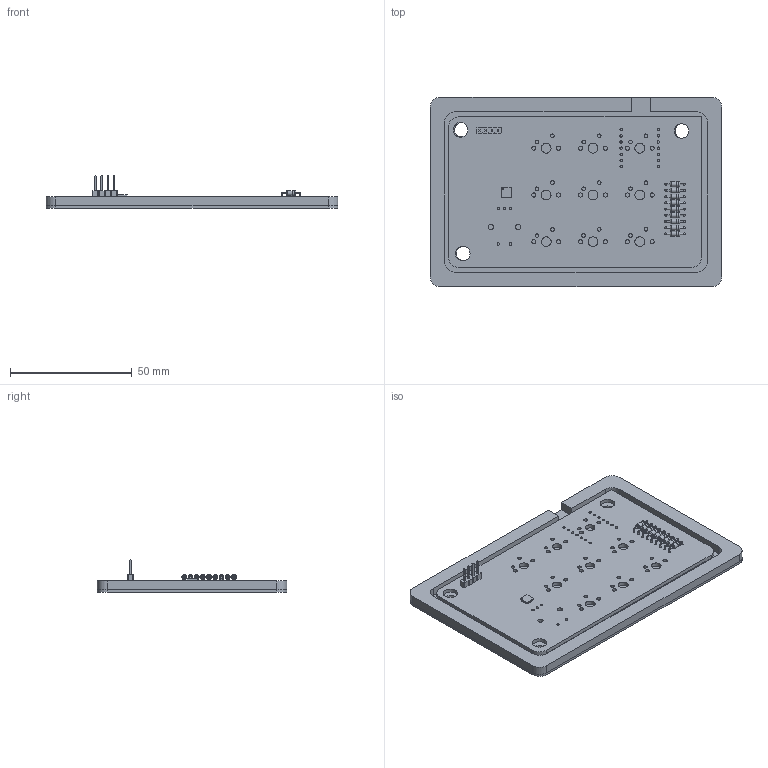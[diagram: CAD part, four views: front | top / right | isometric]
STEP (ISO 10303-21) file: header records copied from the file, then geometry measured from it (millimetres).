
FILE_DESCRIPTION(/* description */ ('STEP AP242','CAx-IF Rec.Pracs.---Representation and Presentation of Product Manufacturing Information (PMI)---4.0---2014-10-13','CAx-IF Rec.Pracs.---3D Tessellated Geometry---0.4---2014-09-14','2;1'),/* implementation_level */ '2;1');
FILE_NAME(/* name */ '672435d4ee690572fd6ab42c',/* time_stamp */ '2024-11-01T01:58:45Z',/* author */ (''),/* organization */ (''),/* preprocessor_version */ 'ST-DEVELOPER v20',/* originating_system */ ' ',/* authorisation */ ' ');
FILE_SCHEMA (('AP242_MANAGED_MODEL_BASED_3D_ENGINEERING_MIM_LF { 1 0 10303 442 1 1 4 }'));
Length unit declared in the file: metre
Products named in the file (24): Assembly 1; D_DO-35_SOD27_P7.62mm_Horizontal_7; D_DO-35_SOD27_P7.62mm_Horizontal_3; D_DO-35_SOD27_P7.62mm_Horizontal_1; D_DO-35_SOD27_P7.62mm_Horizontal_6; Part 1; Part 2; D_DO-35_SOD27_P7.62mm_Horizontal_8; QFN-24-1EP_4x4mm_Pitch0.5mm; D_DO-35_SOD27_P7.62mm_Horizontal; D_DO-35_SOD27_P7.62mm_Horizontal_2; _autosave-NewMacro_PCB; D_DO-35_SOD27_P7.62mm_Horizontal_4; PinHeader_1x04_P254mm_Vertical; D_DO-35_SOD27_P7.62mm_Horizontal_5
Assembly tree (23 placements, depth 2):
  Assembly 1
    D_DO-35_SOD27_P7.62mm_Horizontal_7
    D_DO-35_SOD27_P7.62mm_Horizontal_3
    D_DO-35_SOD27_P7.62mm_Horizontal_1
    D_DO-35_SOD27_P7.62mm_Horizontal_6
    Part 1
    Part 2
    D_DO-35_SOD27_P7.62mm_Horizontal_3
    D_DO-35_SOD27_P7.62mm_Horizontal_7
    D_DO-35_SOD27_P7.62mm_Horizontal_6
    D_DO-35_SOD27_P7.62mm_Horizontal_8
    D_DO-35_SOD27_P7.62mm_Horizontal_8
    QFN-24-1EP_4x4mm_Pitch0.5mm
    D_DO-35_SOD27_P7.62mm_Horizontal
    D_DO-35_SOD27_P7.62mm_Horizontal_2
    D_DO-35_SOD27_P7.62mm_Horizontal_1
    _autosave-NewMacro_PCB
    D_DO-35_SOD27_P7.62mm_Horizontal_4
    PinHeader_1x04_P254mm_Vertical
    D_DO-35_SOD27_P7.62mm_Horizontal_5
    D_DO-35_SOD27_P7.62mm_Horizontal_4
    D_DO-35_SOD27_P7.62mm_Horizontal_5
    D_DO-35_SOD27_P7.62mm_Horizontal_2
    D_DO-35_SOD27_P7.62mm_Horizontal
Bounding box: 119.67 x 77.69 x 13.16 mm (x, y, z)
Volume: 27466.4 mm3; surface area: 40220.7 mm2
Topology: 23 solids, 23 shells, 545 faces, 1339 edges, 870 vertices
Faces by surface type: plane 317, cylinder 192, torus 36
Full cylindrical faces by diameter (mm): 0.5 x28, 0.8 x18, 1 x23, 1.5 x18, 1.7 x18, 2 x18, 2.02 x9, 2.2 x2, 4 x9, 6 x6, 7.757 x1, 9.681 x1
Entity records: 16356 total; most frequent: DIRECTION 2674, CARTESIAN_POINT 2551, ORIENTED_EDGE 2264, EDGE_CURVE 1132, AXIS2_PLACEMENT_3D 973, EDGE_LOOP 950, FACE_BOUND 950, VERTEX_POINT 850
